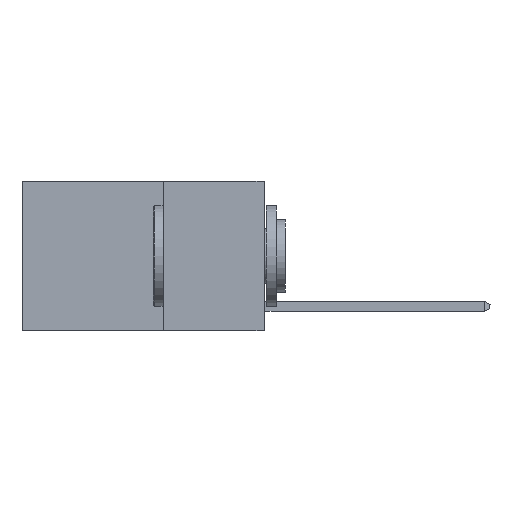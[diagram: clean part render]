
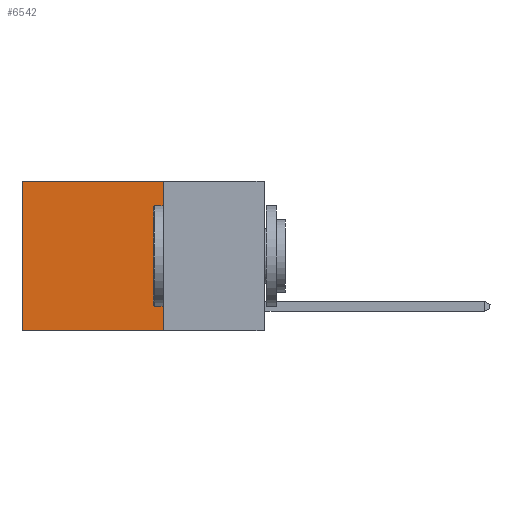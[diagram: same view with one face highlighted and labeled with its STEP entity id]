
A CAD part, left-side view. The second image highlights one B-rep face of the part: STEP entity #6542.
In plain terms, the highlighted planar face has unit normal (-1, 0, 0).
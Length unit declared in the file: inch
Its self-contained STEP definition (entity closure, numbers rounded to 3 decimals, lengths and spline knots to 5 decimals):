
#616 = DIRECTION ( 'NONE',  ( 0., 1., 0. ) ) ;
#1455 = LINE ( 'NONE', #12739, #10498 ) ;
#2611 = LINE ( 'NONE', #20862, #11101 ) ;
#3076 = FACE_OUTER_BOUND ( 'NONE', #13303, .T. ) ;
#3138 = CARTESIAN_POINT ( 'NONE',  ( 0.2625, 0.25, 0. ) ) ;
#3240 = EDGE_CURVE ( 'NONE', #14164, #12919, #13580, .T. ) ;
#6380 = ORIENTED_EDGE ( 'NONE', *, *, #10803, .F. ) ;
#6542 = ADVANCED_FACE ( 'NONE', ( #3076 ), #8257, .F. ) ;
#6591 = CARTESIAN_POINT ( 'NONE',  ( 0.2625, 0.25, 0. ) ) ;
#6860 = CARTESIAN_POINT ( 'NONE',  ( 0.2625, 0.25, -0.37 ) ) ;
#7944 = AXIS2_PLACEMENT_3D ( 'NONE', #3138, #20055, #9979 ) ;
#8257 = PLANE ( 'NONE',  #7944 ) ;
#9112 = VECTOR ( 'NONE', #10936, 39.37008 ) ;
#9441 = CARTESIAN_POINT ( 'NONE',  ( 0.2625, 0.6, 0. ) ) ;
#9611 = ORIENTED_EDGE ( 'NONE', *, *, #18617, .T. ) ;
#9979 = DIRECTION ( 'NONE',  ( 0., 0., -1. ) ) ;
#10498 = VECTOR ( 'NONE', #14421, 39.37008 ) ;
#10515 = LINE ( 'NONE', #6591, #16027 ) ;
#10803 = EDGE_CURVE ( 'NONE', #12908, #14164, #10515, .T. ) ;
#10936 = DIRECTION ( 'NONE',  ( 0., 1., 0. ) ) ;
#11101 = VECTOR ( 'NONE', #616, 39.37008 ) ;
#11183 = ORIENTED_EDGE ( 'NONE', *, *, #21018, .T. ) ;
#12739 = CARTESIAN_POINT ( 'NONE',  ( 0.2625, 0.6, 0. ) ) ;
#12908 = VERTEX_POINT ( 'NONE', #21820 ) ;
#12919 = VERTEX_POINT ( 'NONE', #16731 ) ;
#13303 = EDGE_LOOP ( 'NONE', ( #11183, #14979, #6380, #9611 ) ) ;
#13580 = LINE ( 'NONE', #17620, #9112 ) ;
#14164 = VERTEX_POINT ( 'NONE', #6860 ) ;
#14421 = DIRECTION ( 'NONE',  ( 0., 0., -1. ) ) ;
#14838 = VERTEX_POINT ( 'NONE', #9441 ) ;
#14979 = ORIENTED_EDGE ( 'NONE', *, *, #3240, .F. ) ;
#16027 = VECTOR ( 'NONE', #18388, 39.37008 ) ;
#16731 = CARTESIAN_POINT ( 'NONE',  ( 0.2625, 0.6, -0.37 ) ) ;
#17620 = CARTESIAN_POINT ( 'NONE',  ( 0.2625, 0.25, -0.37 ) ) ;
#18388 = DIRECTION ( 'NONE',  ( 0., 0., -1. ) ) ;
#18617 = EDGE_CURVE ( 'NONE', #12908, #14838, #2611, .T. ) ;
#20055 = DIRECTION ( 'NONE',  ( 1., 0., 0. ) ) ;
#20862 = CARTESIAN_POINT ( 'NONE',  ( 0.2625, 0.25, 0. ) ) ;
#21018 = EDGE_CURVE ( 'NONE', #14838, #12919, #1455, .T. ) ;
#21820 = CARTESIAN_POINT ( 'NONE',  ( 0.2625, 0.25, 0. ) ) ;
